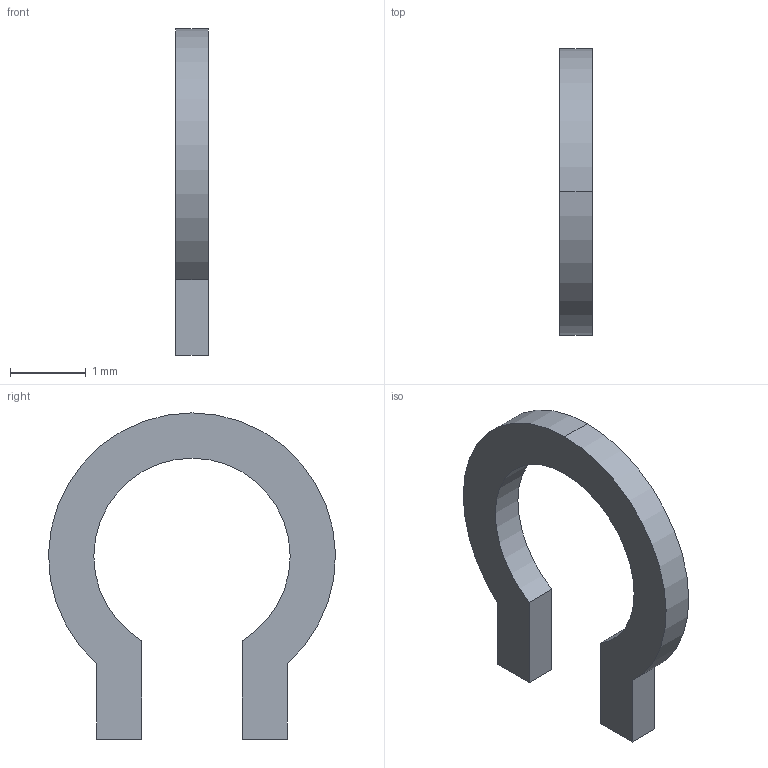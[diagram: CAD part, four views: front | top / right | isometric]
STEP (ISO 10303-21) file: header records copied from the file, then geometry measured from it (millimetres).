
FILE_DESCRIPTION(('CATIA V5 STEP Exchange'),'2;1');
FILE_NAME('tomknop.stp','2016-12-11T22:34:09+00:00',('none'),('none'),'CATIA Version 5 Release 20 GA (IN-10)','CATIA V5 STEP AP203','none');
FILE_SCHEMA(('CONFIG_CONTROL_DESIGN'));
Length unit declared in the file: millimetre
Products named in the file (1): tom
Bounding box: 0.42 x 3.8 x 4.32 mm (x, y, z)
Volume: 2.6 mm3; surface area: 21.6 mm2
Topology: 1 solids, 1 shells, 12 faces, 30 edges, 20 vertices
Faces by surface type: plane 8, cylinder 4
Entity records: 391 total; most frequent: CARTESIAN_POINT 62, ORIENTED_EDGE 60, DIRECTION 52, EDGE_CURVE 30, VECTOR 22, LINE 22, AXIS2_PLACEMENT_3D 20, VERTEX_POINT 20
